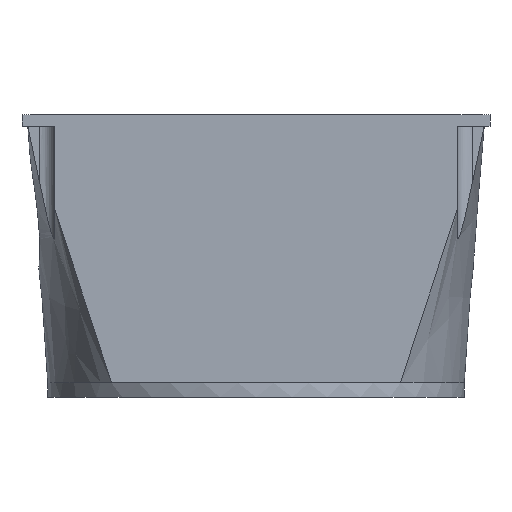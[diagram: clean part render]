
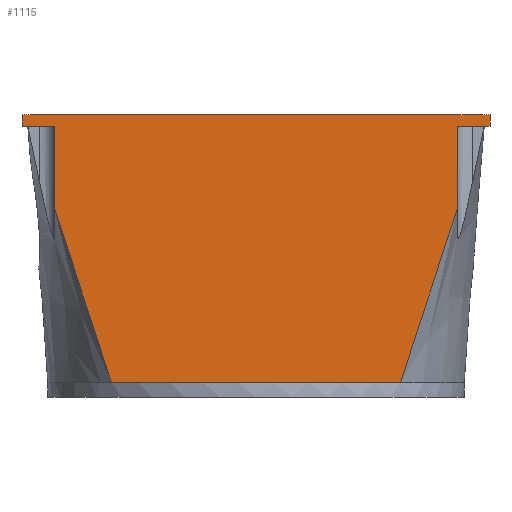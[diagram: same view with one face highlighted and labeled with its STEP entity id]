
A CAD part, front view. The second image highlights one B-rep face of the part: STEP entity #1115.
In plain terms, the highlighted planar face has unit normal (0, -1, 0).
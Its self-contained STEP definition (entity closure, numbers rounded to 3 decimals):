
#81=B_SPLINE_CURVE_WITH_KNOTS('',3,(#1662,#1663,#1664,#1665),
 .UNSPECIFIED.,.F.,.F.,(4,4),(4.627,7.621),
 .UNSPECIFIED.);
#82=B_SPLINE_CURVE_WITH_KNOTS('',3,(#1673,#1674,#1675,#1676),
 .UNSPECIFIED.,.F.,.F.,(4,4),(0.044,3.3),
 .UNSPECIFIED.);
#162=FACE_OUTER_BOUND('',#225,.T.);
#225=EDGE_LOOP('',(#805,#806,#807,#808,#809,#810,#811,#812,#813,#814,#815,
#816));
#294=LINE('',#1520,#381);
#320=LINE('',#1656,#407);
#321=LINE('',#1658,#408);
#322=LINE('',#1660,#409);
#323=LINE('',#1667,#410);
#324=LINE('',#1669,#411);
#325=LINE('',#1671,#412);
#326=LINE('',#1678,#413);
#327=LINE('',#1680,#414);
#328=LINE('',#1681,#415);
#381=VECTOR('',#1265,10.);
#407=VECTOR('',#1327,10.);
#408=VECTOR('',#1328,10.);
#409=VECTOR('',#1329,10.);
#410=VECTOR('',#1330,10.);
#411=VECTOR('',#1331,10.);
#412=VECTOR('',#1332,10.);
#413=VECTOR('',#1333,10.);
#414=VECTOR('',#1334,10.);
#415=VECTOR('',#1335,10.);
#468=VERTEX_POINT('',#1518);
#469=VERTEX_POINT('',#1519);
#505=VERTEX_POINT('',#1655);
#506=VERTEX_POINT('',#1657);
#507=VERTEX_POINT('',#1659);
#508=VERTEX_POINT('',#1661);
#509=VERTEX_POINT('',#1666);
#510=VERTEX_POINT('',#1668);
#511=VERTEX_POINT('',#1670);
#512=VERTEX_POINT('',#1672);
#513=VERTEX_POINT('',#1677);
#514=VERTEX_POINT('',#1679);
#580=EDGE_CURVE('',#468,#469,#294,.T.);
#625=EDGE_CURVE('',#469,#505,#320,.T.);
#626=EDGE_CURVE('',#505,#506,#321,.F.);
#627=EDGE_CURVE('',#506,#507,#322,.F.);
#628=EDGE_CURVE('',#507,#508,#81,.T.);
#629=EDGE_CURVE('',#508,#509,#323,.T.);
#630=EDGE_CURVE('',#509,#510,#324,.T.);
#631=EDGE_CURVE('',#510,#511,#325,.T.);
#632=EDGE_CURVE('',#512,#511,#82,.F.);
#633=EDGE_CURVE('',#512,#513,#326,.F.);
#634=EDGE_CURVE('',#513,#514,#327,.T.);
#635=EDGE_CURVE('',#468,#514,#328,.F.);
#805=ORIENTED_EDGE('',*,*,#580,.T.);
#806=ORIENTED_EDGE('',*,*,#625,.T.);
#807=ORIENTED_EDGE('',*,*,#626,.T.);
#808=ORIENTED_EDGE('',*,*,#627,.T.);
#809=ORIENTED_EDGE('',*,*,#628,.T.);
#810=ORIENTED_EDGE('',*,*,#629,.T.);
#811=ORIENTED_EDGE('',*,*,#630,.T.);
#812=ORIENTED_EDGE('',*,*,#631,.T.);
#813=ORIENTED_EDGE('',*,*,#632,.F.);
#814=ORIENTED_EDGE('',*,*,#633,.T.);
#815=ORIENTED_EDGE('',*,*,#634,.T.);
#816=ORIENTED_EDGE('',*,*,#635,.F.);
#1085=PLANE('',#1196);
#1115=ADVANCED_FACE('',(#162),#1085,.T.);
#1196=AXIS2_PLACEMENT_3D('',#1654,#1325,#1326);
#1265=DIRECTION('',(-1.,0.,0.));
#1325=DIRECTION('center_axis',(0.,-1.,0.));
#1326=DIRECTION('ref_axis',(-1.,0.,0.));
#1327=DIRECTION('',(0.,0.,-1.));
#1328=DIRECTION('',(-1.,0.,0.));
#1329=DIRECTION('',(0.,0.,1.));
#1330=DIRECTION('',(0.,0.,-1.));
#1331=DIRECTION('',(1.,0.,0.));
#1332=DIRECTION('',(0.,0.,1.));
#1333=DIRECTION('',(0.,0.,-1.));
#1334=DIRECTION('',(1.,0.,0.));
#1335=DIRECTION('',(0.,0.,1.));
#1518=CARTESIAN_POINT('',(35.,-26.3,-1.));
#1519=CARTESIAN_POINT('',(-47.,-26.3,-1.));
#1520=CARTESIAN_POINT('',(14.5,-26.3,-1.));
#1654=CARTESIAN_POINT('Origin',(35.,-26.3,0.));
#1655=CARTESIAN_POINT('',(-47.,-26.3,-3.));
#1656=CARTESIAN_POINT('',(-47.,-26.3,0.));
#1657=CARTESIAN_POINT('',(-41.238,-26.3,-3.));
#1658=CARTESIAN_POINT('',(-4.559,-26.3,-3.));
#1659=CARTESIAN_POINT('',(-41.238,-26.3,-17.635));
#1660=CARTESIAN_POINT('',(-41.238,-26.3,-1.5));
#1661=CARTESIAN_POINT('',(-31.309,-26.3,-47.886));
#1662=CARTESIAN_POINT('Ctrl Pts',(-41.238,-26.3,-17.635));
#1663=CARTESIAN_POINT('Ctrl Pts',(-38.062,-26.3,-27.443));
#1664=CARTESIAN_POINT('Ctrl Pts',(-34.813,-26.3,-37.361));
#1665=CARTESIAN_POINT('Ctrl Pts',(-31.309,-26.3,-47.886));
#1666=CARTESIAN_POINT('',(-31.309,-26.3,-48.));
#1667=CARTESIAN_POINT('',(-31.309,-26.3,-48.));
#1668=CARTESIAN_POINT('',(19.309,-26.3,-48.));
#1669=CARTESIAN_POINT('',(14.5,-26.3,-48.));
#1670=CARTESIAN_POINT('',(19.309,-26.3,-47.886));
#1671=CARTESIAN_POINT('',(19.309,-26.3,-48.));
#1672=CARTESIAN_POINT('',(29.238,-26.3,-17.635));
#1673=CARTESIAN_POINT('Ctrl Pts',(19.309,-26.3,-47.886));
#1674=CARTESIAN_POINT('Ctrl Pts',(22.732,-26.3,-37.604));
#1675=CARTESIAN_POINT('Ctrl Pts',(25.922,-26.3,-27.876));
#1676=CARTESIAN_POINT('Ctrl Pts',(29.238,-26.3,-17.635));
#1677=CARTESIAN_POINT('',(29.238,-26.3,-3.));
#1678=CARTESIAN_POINT('',(29.238,-26.3,-1.5));
#1679=CARTESIAN_POINT('',(35.,-26.3,-3.));
#1680=CARTESIAN_POINT('',(34.994,-26.3,-3.));
#1681=CARTESIAN_POINT('',(35.,-26.3,0.));
